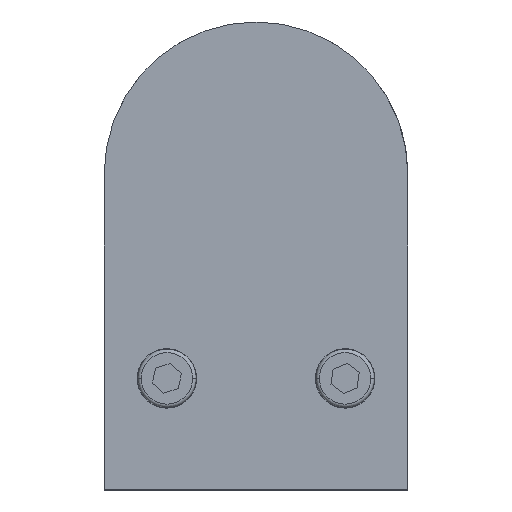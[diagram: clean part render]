
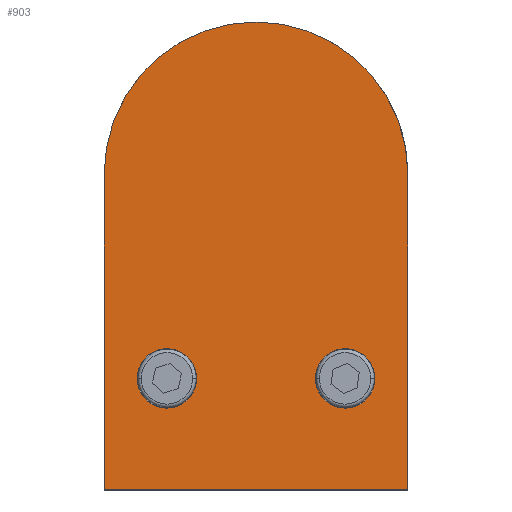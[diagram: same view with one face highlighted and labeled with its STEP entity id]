
A CAD part, top view. The second image highlights one B-rep face of the part: STEP entity #903.
In plain terms, the highlighted planar face has unit normal (0, 0, 1).
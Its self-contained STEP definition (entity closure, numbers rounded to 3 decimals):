
#76 = EDGE_CURVE ( 'NONE', #2083, #3367, #689, .T. ) ;
#197 = DIRECTION ( 'NONE',  ( 0., 0., 1. ) ) ;
#244 = EDGE_LOOP ( 'NONE', ( #2223, #3144 ) ) ;
#261 = ORIENTED_EDGE ( 'NONE', *, *, #1285, .T. ) ;
#275 = EDGE_CURVE ( 'NONE', #2921, #2246, #382, .T. ) ;
#303 = ORIENTED_EDGE ( 'NONE', *, *, #853, .F. ) ;
#322 = AXIS2_PLACEMENT_3D ( 'NONE', #2285, #2595, #704 ) ;
#339 = DIRECTION ( 'NONE',  ( 1., 0., 0. ) ) ;
#351 = ORIENTED_EDGE ( 'NONE', *, *, #1795, .T. ) ;
#382 = CIRCLE ( 'NONE', #1261, 4.5 ) ;
#542 = CARTESIAN_POINT ( 'NONE',  ( -13.5, 26., 14.25 ) ) ;
#549 = ORIENTED_EDGE ( 'NONE', *, *, #2361, .F. ) ;
#557 = VERTEX_POINT ( 'NONE', #708 ) ;
#561 = CARTESIAN_POINT ( 'NONE',  ( 23., 0., 14.25 ) ) ;
#589 = LINE ( 'NONE', #1415, #1354 ) ;
#685 = CARTESIAN_POINT ( 'NONE',  ( 45.1, 9.142, 14.25 ) ) ;
#689 = LINE ( 'NONE', #561, #2021 ) ;
#704 = DIRECTION ( 'NONE',  ( 1., 0., 0. ) ) ;
#708 = CARTESIAN_POINT ( 'NONE',  ( 18., 26., 14.25 ) ) ;
#820 = CIRCLE ( 'NONE', #2677, 4.5 ) ;
#822 = DIRECTION ( 'NONE',  ( 0., 1., 0. ) ) ;
#853 = EDGE_CURVE ( 'NONE', #557, #1743, #2845, .T. ) ;
#903 = ADVANCED_FACE ( 'NONE', ( #2579, #980, #1236 ), #3059, .T. ) ;
#958 = EDGE_LOOP ( 'NONE', ( #303, #1969 ) ) ;
#980 = FACE_BOUND ( 'NONE', #958, .T. ) ;
#1029 = DIRECTION ( 'NONE',  ( 1., 0., 0. ) ) ;
#1101 = EDGE_CURVE ( 'NONE', #1743, #557, #3341, .T. ) ;
#1236 = FACE_OUTER_BOUND ( 'NONE', #2069, .T. ) ;
#1261 = AXIS2_PLACEMENT_3D ( 'NONE', #542, #2911, #339 ) ;
#1285 = EDGE_CURVE ( 'NONE', #3367, #2351, #2211, .T. ) ;
#1354 = VECTOR ( 'NONE', #1906, 1000. ) ;
#1388 = DIRECTION ( 'NONE',  ( 1., 0., 0. ) ) ;
#1415 = CARTESIAN_POINT ( 'NONE',  ( -23., 0., 14.25 ) ) ;
#1688 = EDGE_CURVE ( 'NONE', #2246, #2921, #820, .T. ) ;
#1737 = DIRECTION ( 'NONE',  ( 1., 0., 0. ) ) ;
#1743 = VERTEX_POINT ( 'NONE', #2939 ) ;
#1795 = EDGE_CURVE ( 'NONE', #2351, #1899, #589, .T. ) ;
#1808 = DIRECTION ( 'NONE',  ( 0., 0., 1. ) ) ;
#1816 = AXIS2_PLACEMENT_3D ( 'NONE', #3357, #197, #1029 ) ;
#1834 = VECTOR ( 'NONE', #2521, 1000. ) ;
#1899 = VERTEX_POINT ( 'NONE', #2225 ) ;
#1906 = DIRECTION ( 'NONE',  ( 0., -1., 0. ) ) ;
#1919 = CARTESIAN_POINT ( 'NONE',  ( -9., 26., 14.25 ) ) ;
#1964 = CARTESIAN_POINT ( 'NONE',  ( -23., 57., 14.25 ) ) ;
#1969 = ORIENTED_EDGE ( 'NONE', *, *, #1101, .F. ) ;
#2021 = VECTOR ( 'NONE', #822, 1000. ) ;
#2042 = CARTESIAN_POINT ( 'NONE',  ( 23., 9.142, 14.25 ) ) ;
#2069 = EDGE_LOOP ( 'NONE', ( #549, #2473, #261, #351 ) ) ;
#2083 = VERTEX_POINT ( 'NONE', #2042 ) ;
#2126 = DIRECTION ( 'NONE',  ( 1., 0., 0. ) ) ;
#2211 = CIRCLE ( 'NONE', #3033, 23. ) ;
#2223 = ORIENTED_EDGE ( 'NONE', *, *, #1688, .F. ) ;
#2225 = CARTESIAN_POINT ( 'NONE',  ( -23., 9.142, 14.25 ) ) ;
#2245 = CARTESIAN_POINT ( 'NONE',  ( -13.5, 26., 14.25 ) ) ;
#2246 = VERTEX_POINT ( 'NONE', #1919 ) ;
#2285 = CARTESIAN_POINT ( 'NONE',  ( 0., 57., 14.25 ) ) ;
#2351 = VERTEX_POINT ( 'NONE', #1964 ) ;
#2361 = EDGE_CURVE ( 'NONE', #2083, #1899, #3040, .T. ) ;
#2473 = ORIENTED_EDGE ( 'NONE', *, *, #76, .T. ) ;
#2487 = DIRECTION ( 'NONE',  ( 0., 0., 1. ) ) ;
#2521 = DIRECTION ( 'NONE',  ( -1., 0., 0. ) ) ;
#2579 = FACE_BOUND ( 'NONE', #244, .T. ) ;
#2595 = DIRECTION ( 'NONE',  ( 0., 0., 1. ) ) ;
#2641 = CARTESIAN_POINT ( 'NONE',  ( 13.5, 26., 14.25 ) ) ;
#2677 = AXIS2_PLACEMENT_3D ( 'NONE', #2245, #2923, #2126 ) ;
#2837 = CARTESIAN_POINT ( 'NONE',  ( 23., 57., 14.25 ) ) ;
#2845 = CIRCLE ( 'NONE', #1816, 4.5 ) ;
#2911 = DIRECTION ( 'NONE',  ( 0., 0., 1. ) ) ;
#2921 = VERTEX_POINT ( 'NONE', #3362 ) ;
#2923 = DIRECTION ( 'NONE',  ( 0., 0., 1. ) ) ;
#2939 = CARTESIAN_POINT ( 'NONE',  ( 9., 26., 14.25 ) ) ;
#3033 = AXIS2_PLACEMENT_3D ( 'NONE', #3332, #1808, #1737 ) ;
#3040 = LINE ( 'NONE', #685, #1834 ) ;
#3059 = PLANE ( 'NONE',  #322 ) ;
#3144 = ORIENTED_EDGE ( 'NONE', *, *, #275, .F. ) ;
#3280 = AXIS2_PLACEMENT_3D ( 'NONE', #2641, #2487, #1388 ) ;
#3332 = CARTESIAN_POINT ( 'NONE',  ( 0., 57., 14.25 ) ) ;
#3341 = CIRCLE ( 'NONE', #3280, 4.5 ) ;
#3357 = CARTESIAN_POINT ( 'NONE',  ( 13.5, 26., 14.25 ) ) ;
#3362 = CARTESIAN_POINT ( 'NONE',  ( -18., 26., 14.25 ) ) ;
#3367 = VERTEX_POINT ( 'NONE', #2837 ) ;
